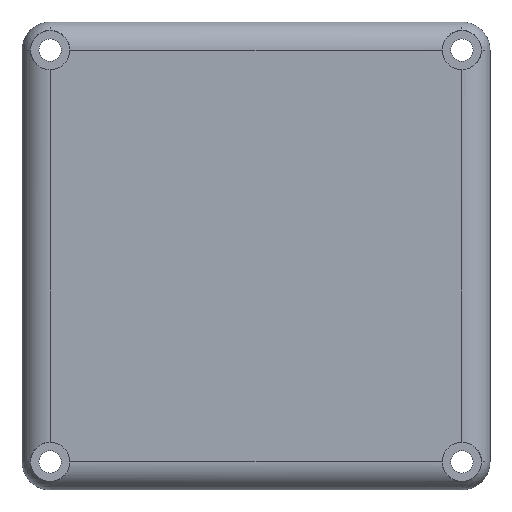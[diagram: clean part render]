
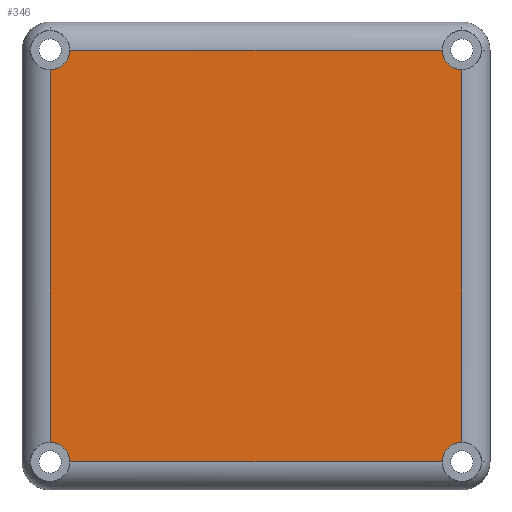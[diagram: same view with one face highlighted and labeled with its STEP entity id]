
A CAD part, top view. The second image highlights one B-rep face of the part: STEP entity #346.
In plain terms, the highlighted planar face has unit normal (0, 0, 1).
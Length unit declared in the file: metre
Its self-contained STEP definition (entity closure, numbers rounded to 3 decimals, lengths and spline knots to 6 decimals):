
#36=LINE('',#558,#44);
#37=LINE('',#562,#45);
#38=LINE('',#566,#46);
#39=LINE('',#570,#47);
#44=VECTOR('',#441,1.);
#45=VECTOR('',#444,1.);
#46=VECTOR('',#447,1.);
#47=VECTOR('',#450,1.);
#52=ORIENTED_EDGE('',*,*,#148,.F.);
#53=ORIENTED_EDGE('',*,*,#149,.T.);
#54=ORIENTED_EDGE('',*,*,#150,.F.);
#55=ORIENTED_EDGE('',*,*,#151,.T.);
#56=ORIENTED_EDGE('',*,*,#152,.F.);
#57=ORIENTED_EDGE('',*,*,#153,.T.);
#58=ORIENTED_EDGE('',*,*,#154,.F.);
#59=ORIENTED_EDGE('',*,*,#155,.T.);
#148=EDGE_CURVE('',#196,#197,#232,.T.);
#149=EDGE_CURVE('',#196,#198,#36,.F.);
#150=EDGE_CURVE('',#199,#198,#233,.T.);
#151=EDGE_CURVE('',#199,#200,#37,.F.);
#152=EDGE_CURVE('',#201,#200,#234,.T.);
#153=EDGE_CURVE('',#201,#202,#38,.T.);
#154=EDGE_CURVE('',#203,#202,#235,.T.);
#155=EDGE_CURVE('',#203,#197,#39,.T.);
#196=VERTEX_POINT('',#556);
#197=VERTEX_POINT('',#557);
#198=VERTEX_POINT('',#559);
#199=VERTEX_POINT('',#561);
#200=VERTEX_POINT('',#563);
#201=VERTEX_POINT('',#565);
#202=VERTEX_POINT('',#567);
#203=VERTEX_POINT('',#569);
#232=CIRCLE('',#382,0.0021);
#233=CIRCLE('',#383,0.0021);
#234=CIRCLE('',#384,0.0021);
#235=CIRCLE('',#385,0.0021);
#264=EDGE_LOOP('',(#52,#53,#54,#55,#56,#57,#58,#59));
#302=FACE_BOUND('',#264,.T.);
#340=PLANE('',#381);
#346=ADVANCED_FACE('',(#302),#340,.T.);
#381=AXIS2_PLACEMENT_3D('',#554,#437,#438);
#382=AXIS2_PLACEMENT_3D('',#555,#439,#440);
#383=AXIS2_PLACEMENT_3D('',#560,#442,#443);
#384=AXIS2_PLACEMENT_3D('',#564,#445,#446);
#385=AXIS2_PLACEMENT_3D('',#568,#448,#449);
#437=DIRECTION('',(0.,0.,1.));
#438=DIRECTION('',(1.,0.,0.));
#439=DIRECTION('',(0.,0.,1.));
#440=DIRECTION('',(1.,0.,0.));
#441=DIRECTION('',(0.,-1.,0.));
#442=DIRECTION('',(0.,0.,1.));
#443=DIRECTION('',(1.,0.,0.));
#444=DIRECTION('',(1.,0.,0.));
#445=DIRECTION('',(0.,0.,1.));
#446=DIRECTION('',(1.,0.,0.));
#447=DIRECTION('',(0.,-1.,0.));
#448=DIRECTION('',(0.,0.,1.));
#449=DIRECTION('',(1.,0.,0.));
#450=DIRECTION('',(1.,0.,0.));
#554=CARTESIAN_POINT('',(0.,0.,0.003));
#555=CARTESIAN_POINT('',(0.022,-0.022,0.003));
#556=CARTESIAN_POINT('',(0.022,-0.0199,0.003));
#557=CARTESIAN_POINT('',(0.0199,-0.022,0.003));
#558=CARTESIAN_POINT('',(0.022,0.,0.003));
#559=CARTESIAN_POINT('',(0.022,0.0199,0.003));
#560=CARTESIAN_POINT('',(0.022,0.022,0.003));
#561=CARTESIAN_POINT('',(0.0199,0.022,0.003));
#562=CARTESIAN_POINT('',(0.,0.022,0.003));
#563=CARTESIAN_POINT('',(-0.0199,0.022,0.003));
#564=CARTESIAN_POINT('',(-0.022,0.022,0.003));
#565=CARTESIAN_POINT('',(-0.022,0.0199,0.003));
#566=CARTESIAN_POINT('',(-0.022,-0.025,0.003));
#567=CARTESIAN_POINT('',(-0.022,-0.0199,0.003));
#568=CARTESIAN_POINT('',(-0.022,-0.022,0.003));
#569=CARTESIAN_POINT('',(-0.0199,-0.022,0.003));
#570=CARTESIAN_POINT('',(0.025,-0.022,0.003));
